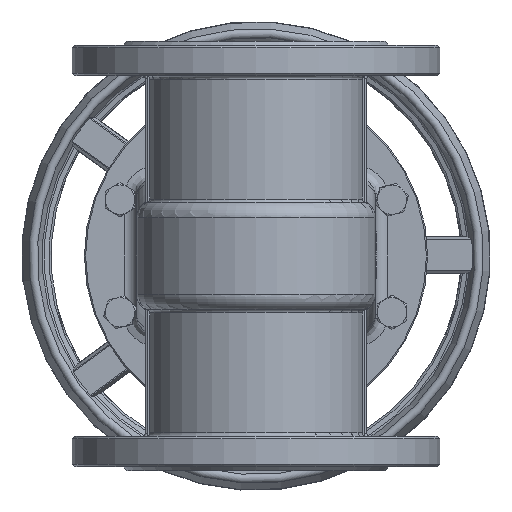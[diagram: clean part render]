
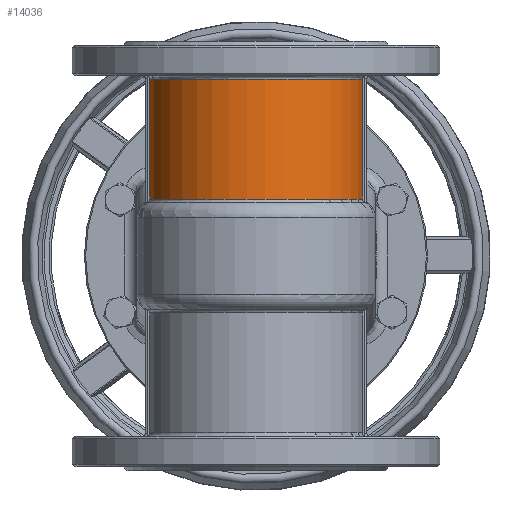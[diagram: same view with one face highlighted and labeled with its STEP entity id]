
A CAD part, front view. The second image highlights one B-rep face of the part: STEP entity #14036.
In plain terms, the highlighted cylindrical face has radius 87.5 mm (diameter 175 mm), a partial arc.
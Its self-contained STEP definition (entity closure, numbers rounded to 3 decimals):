
#1456=CYLINDRICAL_SURFACE('',#15547,87.5);
#2009=FACE_OUTER_BOUND('',#2922,.T.);
#2922=EDGE_LOOP('',(#11352,#11353,#11354,#11355));
#3247=LINE('',#20396,#3979);
#3255=LINE('',#20537,#3987);
#3979=VECTOR('',#16317,10.);
#3987=VECTOR('',#16365,10.);
#4776=CIRCLE('',#14670,87.5);
#5211=CIRCLE('',#15548,87.5);
#5544=VERTEX_POINT('',#20384);
#5545=VERTEX_POINT('',#20395);
#5565=VERTEX_POINT('',#20527);
#5566=VERTEX_POINT('',#20536);
#6812=EDGE_CURVE('',#5544,#5545,#3247,.F.);
#6843=EDGE_CURVE('',#5566,#5565,#3255,.T.);
#6877=EDGE_CURVE('',#5545,#5565,#4776,.T.);
#8079=EDGE_CURVE('',#5544,#5566,#5211,.T.);
#11352=ORIENTED_EDGE('',*,*,#6877,.F.);
#11353=ORIENTED_EDGE('',*,*,#6812,.F.);
#11354=ORIENTED_EDGE('',*,*,#8079,.T.);
#11355=ORIENTED_EDGE('',*,*,#6843,.T.);
#14036=ADVANCED_FACE('',(#2009),#1456,.T.);
#14670=AXIS2_PLACEMENT_3D('',#20949,#16412,#16413);
#15547=AXIS2_PLACEMENT_3D('',#26434,#18720,#18721);
#15548=AXIS2_PLACEMENT_3D('',#26435,#18722,#18723);
#16317=DIRECTION('',(0.,0.,1.));
#16365=DIRECTION('',(0.,0.,-1.));
#16412=DIRECTION('center_axis',(0.,0.,-1.));
#16413=DIRECTION('ref_axis',(0.,-1.,0.));
#18720=DIRECTION('center_axis',(0.,0.,1.));
#18721=DIRECTION('ref_axis',(1.,0.,0.));
#18722=DIRECTION('center_axis',(0.,0.,-1.));
#18723=DIRECTION('ref_axis',(0.,-1.,0.));
#20384=CARTESIAN_POINT('',(86.603,-12.5,284.));
#20395=CARTESIAN_POINT('',(86.603,-12.5,186.492));
#20396=CARTESIAN_POINT('',(86.603,-12.5,287.));
#20527=CARTESIAN_POINT('',(-86.603,-12.5,186.492));
#20536=CARTESIAN_POINT('',(-86.603,-12.5,284.));
#20537=CARTESIAN_POINT('',(-86.603,-12.5,287.));
#20949=CARTESIAN_POINT('Origin',(0.,0.,186.492));
#26434=CARTESIAN_POINT('Origin',(0.,0.,287.));
#26435=CARTESIAN_POINT('Origin',(0.,0.,284.));
